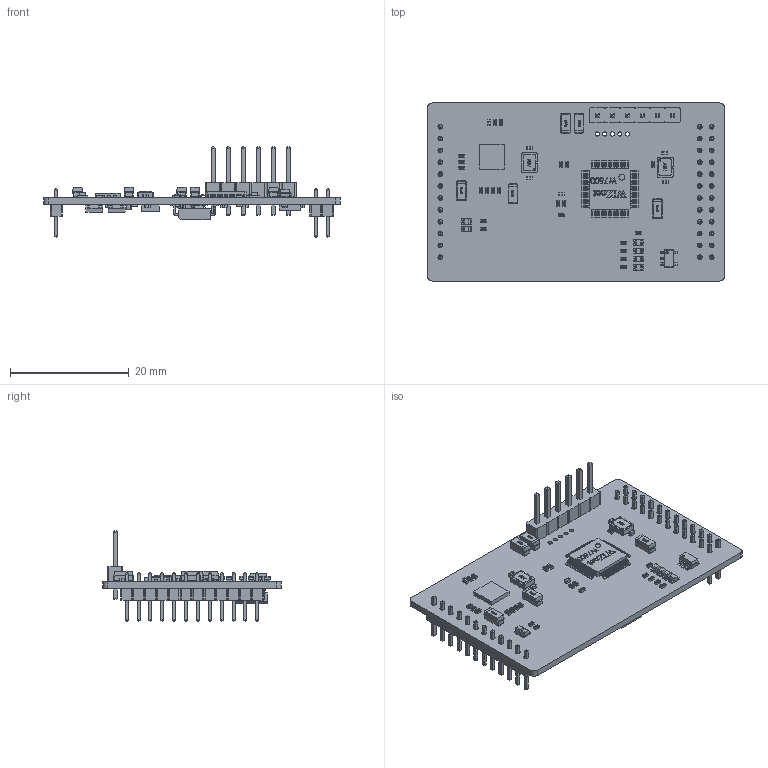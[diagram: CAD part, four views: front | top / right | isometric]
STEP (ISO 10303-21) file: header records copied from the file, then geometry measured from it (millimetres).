
FILE_DESCRIPTION(('Open CASCADE Model'),'2;1');
FILE_NAME('Open CASCADE Shape Model','2025-05-23T11:06:26',('Author'),( 'Open CASCADE'),'Open CASCADE STEP processor 6.8','Open CASCADE 6.8' ,'Unknown');
FILE_SCHEMA(('AUTOMOTIVE_DESIGN { 1 0 10303 214 1 1 1 1 }'));
Length unit declared in the file: millimetre
Products named in the file (120): PCB; Board; Open CASCADE STEP translator 6.8 2.1.1; U4; User_Library-SOT23-5-2; U7; 6650146800; Extruded; R31; RES_C1005X04N; C22; CAPC1005X06; R27; R28; U5; U6; 6650146640; C21; R29; R26; LD3; LED-0603-GREEN; User_Library-LTST-C190GKT_Pad005; User_Library-LTST-C190GKT_Pad001; User_Library-LTST-C190GKT_Pad004; User_Library-LTST-C190GKT_Pad003; User_Library-LTST-C190GKT_Lens; User_Library-LTST-C190GKT_Pad; LD2; LED-0603-BLUE; User_Library-LTST-C190TBKT_Pad; User_Library-LTST-C190TBKT_Pad005; User_Library-LTST-C190TBKT_Pad001; User_Library-LTST-C190TBKT_Pad004; User_Library-LTST-C190TBKT_Pad003; User_Library-LTST-C190TBKT_Lens; C7; U3; User_Library-SOIC-8-2; R13 ...
Assembly tree (241 placements, depth 4):
  PCB
    Board
      Open CASCADE STEP translator 6.8 2.1.1
    U4
      User_Library-SOT23-5-2
    U7
      6650146800
        Extruded
    R31
      RES_C1005X04N
    C22
      CAPC1005X06
    R27
      RES_C1005X04N
    R28
      RES_C1005X04N
    U5
      User_Library-SOT23-5-2
    U6
      6650146640
        Extruded
    C21
      CAPC1005X06
    R29
      RES_C1005X04N
    R26
      RES_C1005X04N
    LD3
      LED-0603-GREEN
        User_Library-LTST-C190GKT_Pad005
        User_Library-LTST-C190GKT_Pad001
        User_Library-LTST-C190GKT_Pad004
        User_Library-LTST-C190GKT_Pad003
        User_Library-LTST-C190GKT_Lens
        User_Library-LTST-C190GKT_Pad
    LD2
      LED-0603-BLUE
        User_Library-LTST-C190TBKT_Pad
        User_Library-LTST-C190TBKT_Pad005
        User_Library-LTST-C190TBKT_Pad001
        User_Library-LTST-C190TBKT_Pad004
        User_Library-LTST-C190TBKT_Pad003
        User_Library-LTST-C190TBKT_Lens
    C7
      CAPC1005X06
    U3
      User_Library-SOIC-8-2
    R13
      RES_C1005X04N
    LD1
      LED-0603-RED
        User_Library-LTST-C190EKT_Pad
        User_Library-LTST-C190EKT_Pad005
        User_Library-LTST-C190EKT_Pad001
        User_Library-LTST-C190EKT_Pad004
        User_Library-LTST-C190EKT_Pad003
        User_Library-LTST-C190EKT_Lens
    C17
      CAPC1005X06
    C8
Bounding box: 50 x 30 x 15.16 mm (x, y, z)
Volume: 2344.1 mm3; surface area: 5552.8 mm2
Topology: 197 solids, 197 shells, 7613 faces, 21306 edges, 14106 vertices
Faces by surface type: plane 4194, cylinder 2454, bspline 941, sphere 24
Full cylindrical faces by diameter (mm): 0.7 x5, 0.8 x36, 0.914 x6, 1 x1
Entity records: 64554 total; most frequent: CARTESIAN_POINT 15520, ORIENTED_EDGE 8150, DIRECTION 7533, EDGE_CURVE 4075, LINE 2869, VECTOR 2869, VERTEX_POINT 2649, AXIS2_PLACEMENT_3D 2332
